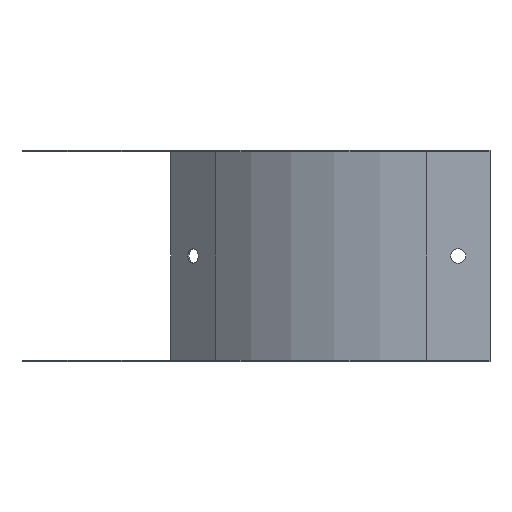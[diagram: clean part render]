
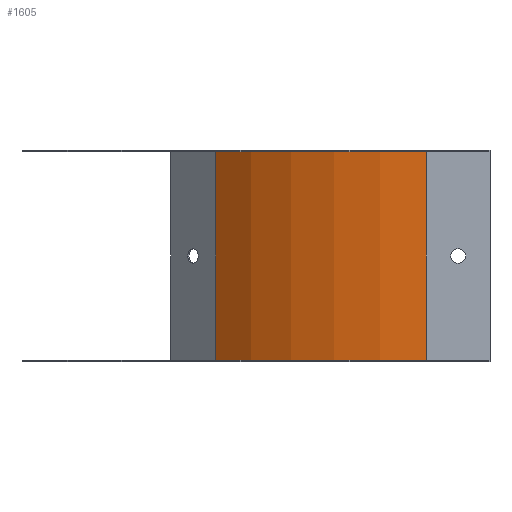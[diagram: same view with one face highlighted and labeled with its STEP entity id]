
A CAD part, left-side view. The second image highlights one B-rep face of the part: STEP entity #1605.
In plain terms, the highlighted cylindrical face has radius 140.8 mm (diameter 281.6 mm), a partial arc.
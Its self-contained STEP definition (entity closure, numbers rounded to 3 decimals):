
#1 = EDGE_LOOP ( 'NONE', ( #1545, #1544, #1543, #1542 ) ) ;
#150 = LINE ( 'NONE', #336, #151 ) ;
#151 = VECTOR ( 'NONE', #333, 1000. ) ;
#186 = CIRCLE ( 'NONE', #385, 140.8 ) ;
#278 = LINE ( 'NONE', #604, #282 ) ;
#279 = CIRCLE ( 'NONE', #369, 140.8 ) ;
#282 = VECTOR ( 'NONE', #595, 1000. ) ;
#333 = DIRECTION ( 'NONE',  ( 0., 0., 1. ) ) ;
#336 = CARTESIAN_POINT ( 'NONE',  ( 99.2, 30.048, -99.2 ) ) ;
#338 = AXIS2_PLACEMENT_3D ( 'NONE', #775, #776, #780 ) ;
#369 = AXIS2_PLACEMENT_3D ( 'NONE', #591, #590, #589 ) ;
#385 = AXIS2_PLACEMENT_3D ( 'NONE', #619, #621, #613 ) ;
#396 = EDGE_CURVE ( 'NONE', #1371, #1291, #150, .T. ) ;
#419 = EDGE_CURVE ( 'NONE', #1297, #1291, #186, .T. ) ;
#474 = EDGE_CURVE ( 'NONE', #1346, #1297, #278, .T. ) ;
#475 = EDGE_CURVE ( 'NONE', #1346, #1371, #279, .T. ) ;
#589 = DIRECTION ( 'NONE',  ( 1., 0., 0. ) ) ;
#590 = DIRECTION ( 'NONE',  ( 0., 0., 1. ) ) ;
#591 = CARTESIAN_POINT ( 'NONE',  ( 240., 30.048, -98.4 ) ) ;
#595 = DIRECTION ( 'NONE',  ( 0., 0., 1. ) ) ;
#604 = CARTESIAN_POINT ( 'NONE',  ( 140.439, 129.608, -99.2 ) ) ;
#613 = DIRECTION ( 'NONE',  ( -1., 0., 0. ) ) ;
#619 = CARTESIAN_POINT ( 'NONE',  ( 240., 30.048, 0. ) ) ;
#621 = DIRECTION ( 'NONE',  ( 0., 0., 1. ) ) ;
#775 = CARTESIAN_POINT ( 'NONE',  ( 240., 30.048, -99.2 ) ) ;
#776 = DIRECTION ( 'NONE',  ( 0., 0., 1. ) ) ;
#780 = DIRECTION ( 'NONE',  ( 1., 0., 0. ) ) ;
#884 = CARTESIAN_POINT ( 'NONE',  ( 140.439, 129.608, 0. ) ) ;
#898 = CARTESIAN_POINT ( 'NONE',  ( 99.2, 30.048, 0. ) ) ;
#972 = CARTESIAN_POINT ( 'NONE',  ( 99.2, 30.048, -98.4 ) ) ;
#1008 = CARTESIAN_POINT ( 'NONE',  ( 140.439, 129.608, -98.4 ) ) ;
#1122 = FACE_OUTER_BOUND ( 'NONE', #1, .T. ) ;
#1126 = CYLINDRICAL_SURFACE ( 'NONE', #338, 140.8 ) ;
#1291 = VERTEX_POINT ( 'NONE', #898 ) ;
#1297 = VERTEX_POINT ( 'NONE', #884 ) ;
#1346 = VERTEX_POINT ( 'NONE', #1008 ) ;
#1371 = VERTEX_POINT ( 'NONE', #972 ) ;
#1542 = ORIENTED_EDGE ( 'NONE', *, *, #419, .F. ) ;
#1543 = ORIENTED_EDGE ( 'NONE', *, *, #396, .T. ) ;
#1544 = ORIENTED_EDGE ( 'NONE', *, *, #475, .T. ) ;
#1545 = ORIENTED_EDGE ( 'NONE', *, *, #474, .F. ) ;
#1605 = ADVANCED_FACE ( 'NONE', ( #1122 ), #1126, .T. ) ;
